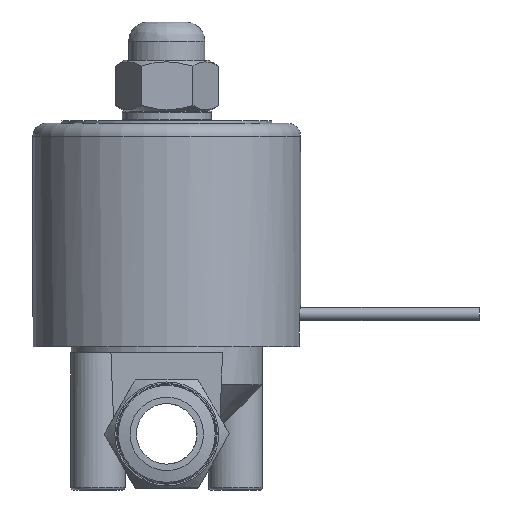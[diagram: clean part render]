
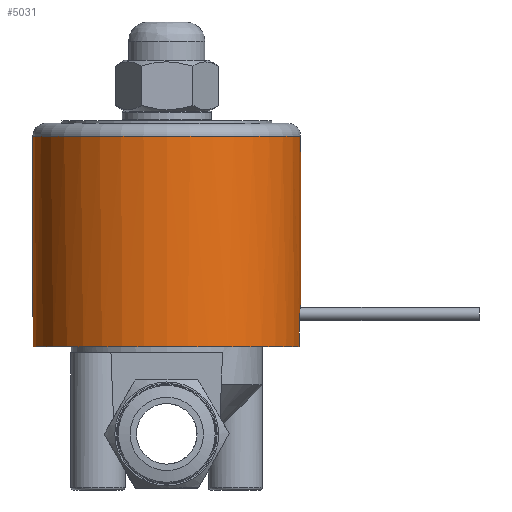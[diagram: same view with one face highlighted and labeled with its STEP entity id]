
A CAD part, left-side view. The second image highlights one B-rep face of the part: STEP entity #5031.
In plain terms, the highlighted cylindrical face has radius 21 mm (diameter 42 mm), a full revolution.
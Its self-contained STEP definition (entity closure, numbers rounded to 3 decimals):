
#373=FACE_OUTER_BOUND('',#657,.T.);
#657=EDGE_LOOP('',(#4294,#4295,#4296,#4297,#4298,#4299,#4300,#4301,#4302));
#782=CIRCLE('',#5383,21.);
#783=CIRCLE('',#5384,21.);
#784=CIRCLE('',#5385,21.);
#1222=B_SPLINE_CURVE_WITH_KNOTS('',3,(#20940,#20941,#20942,#20943,#20944,
#20945,#20946,#20947,#20948,#20949),.UNSPECIFIED.,.F.,.F.,(4,2,2,2,4),(0.,
0.123,0.245,0.368,0.484),
 .UNSPECIFIED.);
#1223=B_SPLINE_CURVE_WITH_KNOTS('',3,(#20951,#20952,#20953,#20954,#20955,
#20956,#20957,#20958,#20959,#20960,#20961,#20962),.UNSPECIFIED.,.F.,.F.,
(4,2,2,2,2,4),(0.484,0.49,0.613,0.736,
0.858,0.981),.UNSPECIFIED.);
#1446=LINE('',#20934,#1685);
#1447=LINE('',#20938,#1686);
#1448=LINE('',#20964,#1687);
#1685=VECTOR('',#6202,21.);
#1686=VECTOR('',#6205,10.);
#1687=VECTOR('',#6206,10.);
#2154=VERTEX_POINT('',#20931);
#2155=VERTEX_POINT('',#20933);
#2156=VERTEX_POINT('',#20935);
#2157=VERTEX_POINT('',#20937);
#2158=VERTEX_POINT('',#20939);
#2159=VERTEX_POINT('',#20950);
#2160=VERTEX_POINT('',#20963);
#2884=EDGE_CURVE('',#2154,#2154,#782,.T.);
#2885=EDGE_CURVE('',#2154,#2155,#1446,.T.);
#2886=EDGE_CURVE('',#2155,#2156,#783,.T.);
#2887=EDGE_CURVE('',#2156,#2157,#1447,.T.);
#2888=EDGE_CURVE('',#2157,#2158,#1222,.T.);
#2889=EDGE_CURVE('',#2158,#2159,#1223,.T.);
#2890=EDGE_CURVE('',#2159,#2160,#1448,.T.);
#2891=EDGE_CURVE('',#2160,#2155,#784,.T.);
#4294=ORIENTED_EDGE('',*,*,#2884,.F.);
#4295=ORIENTED_EDGE('',*,*,#2885,.T.);
#4296=ORIENTED_EDGE('',*,*,#2886,.T.);
#4297=ORIENTED_EDGE('',*,*,#2887,.T.);
#4298=ORIENTED_EDGE('',*,*,#2888,.T.);
#4299=ORIENTED_EDGE('',*,*,#2889,.T.);
#4300=ORIENTED_EDGE('',*,*,#2890,.T.);
#4301=ORIENTED_EDGE('',*,*,#2891,.T.);
#4302=ORIENTED_EDGE('',*,*,#2885,.F.);
#4799=CYLINDRICAL_SURFACE('',#5382,21.);
#5031=ADVANCED_FACE('',(#373),#4799,.T.);
#5382=AXIS2_PLACEMENT_3D('',#20930,#6198,#6199);
#5383=AXIS2_PLACEMENT_3D('',#20932,#6200,#6201);
#5384=AXIS2_PLACEMENT_3D('',#20936,#6203,#6204);
#5385=AXIS2_PLACEMENT_3D('',#20965,#6207,#6208);
#6198=DIRECTION('center_axis',(0.,0.,1.));
#6199=DIRECTION('ref_axis',(1.,0.,0.));
#6200=DIRECTION('center_axis',(0.,0.,1.));
#6201=DIRECTION('ref_axis',(1.,0.,0.));
#6202=DIRECTION('',(0.,0.,-1.));
#6203=DIRECTION('center_axis',(0.,0.,1.));
#6204=DIRECTION('ref_axis',(1.,0.,0.));
#6205=DIRECTION('',(0.,0.,1.));
#6206=DIRECTION('',(0.,0.,-1.));
#6207=DIRECTION('center_axis',(0.,0.,1.));
#6208=DIRECTION('ref_axis',(1.,0.,0.));
#20930=CARTESIAN_POINT('Origin',(0.,0.,0.));
#20931=CARTESIAN_POINT('',(-21.,0.,33.));
#20932=CARTESIAN_POINT('Origin',(0.,0.,33.));
#20933=CARTESIAN_POINT('',(-21.,0.,0.));
#20934=CARTESIAN_POINT('',(-21.,0.,0.));
#20935=CARTESIAN_POINT('',(-3.181,-20.758,0.));
#20936=CARTESIAN_POINT('Origin',(0.,0.,0.));
#20937=CARTESIAN_POINT('',(-3.181,-20.758,3.258));
#20938=CARTESIAN_POINT('',(-3.181,-20.758,0.));
#20939=CARTESIAN_POINT('',(0.,-21.,6.507));
#20940=CARTESIAN_POINT('Ctrl Pts',(-3.181,-20.758,
3.258));
#20941=CARTESIAN_POINT('Ctrl Pts',(-3.181,-20.758,
3.667));
#20942=CARTESIAN_POINT('Ctrl Pts',(-3.099,-20.771,
4.102));
#20943=CARTESIAN_POINT('Ctrl Pts',(-2.767,-20.818,
4.903));
#20944=CARTESIAN_POINT('Ctrl Pts',(-2.517,-20.851,5.268));
#20945=CARTESIAN_POINT('Ctrl Pts',(-1.94,-20.912,
5.844));
#20946=CARTESIAN_POINT('Ctrl Pts',(-1.575,-20.945,
6.094));
#20947=CARTESIAN_POINT('Ctrl Pts',(-0.797,-20.988,
6.417));
#20948=CARTESIAN_POINT('Ctrl Pts',(-0.388,-21.,6.499));
#20949=CARTESIAN_POINT('Ctrl Pts',(0.,-21.,6.507));
#20950=CARTESIAN_POINT('',(3.319,-20.736,3.258));
#20951=CARTESIAN_POINT('Ctrl Pts',(0.,-21.,6.507));
#20952=CARTESIAN_POINT('Ctrl Pts',(0.023,-21.,6.508));
#20953=CARTESIAN_POINT('Ctrl Pts',(0.046,-21.,
6.508));
#20954=CARTESIAN_POINT('Ctrl Pts',(0.478,-20.999,
6.508));
#20955=CARTESIAN_POINT('Ctrl Pts',(0.914,-20.984,
6.426));
#20956=CARTESIAN_POINT('Ctrl Pts',(1.714,-20.934,6.094));
#20957=CARTESIAN_POINT('Ctrl Pts',(2.079,-20.899,5.844));
#20958=CARTESIAN_POINT('Ctrl Pts',(2.656,-20.833,5.268));
#20959=CARTESIAN_POINT('Ctrl Pts',(2.906,-20.799,4.903));
#20960=CARTESIAN_POINT('Ctrl Pts',(3.238,-20.75,4.102));
#20961=CARTESIAN_POINT('Ctrl Pts',(3.319,-20.736,3.667));
#20962=CARTESIAN_POINT('Ctrl Pts',(3.319,-20.736,3.258));
#20963=CARTESIAN_POINT('',(3.319,-20.736,0.));
#20964=CARTESIAN_POINT('',(3.319,-20.736,0.));
#20965=CARTESIAN_POINT('Origin',(0.,0.,0.));
